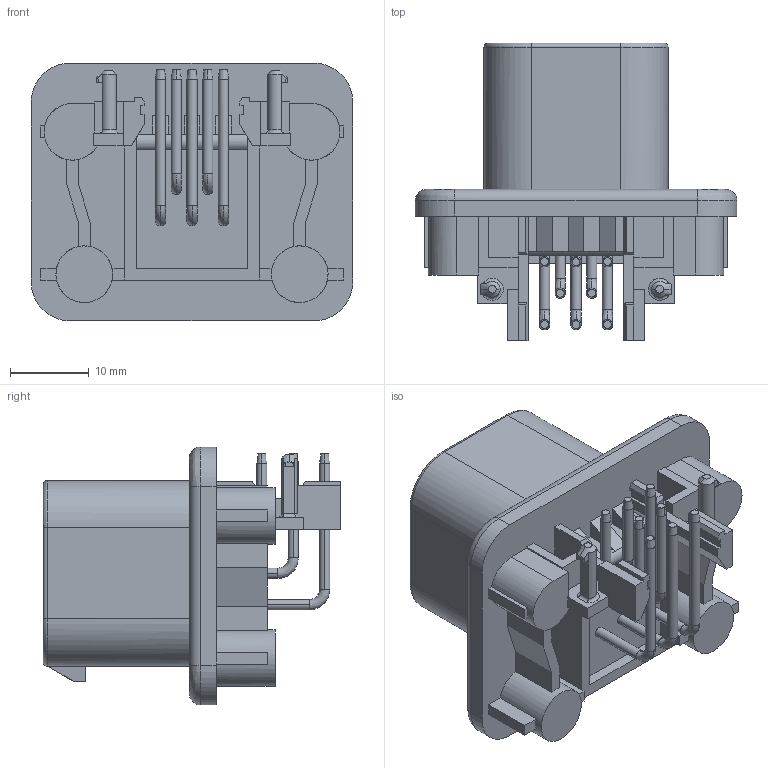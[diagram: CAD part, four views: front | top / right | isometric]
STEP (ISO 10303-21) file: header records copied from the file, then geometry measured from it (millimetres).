
FILE_DESCRIPTION( ('This file contains a STEP AP42 implementation' ,'as created by ZW3D STEP Interface translator.') ,'2;1' );
FILE_NAME( '74040-3MR008ABSMJAX(W).stp' ,'23 313.205022', (''), ('ZWCAD Software Co.'), 'Version 1.0', 'ZW3D to STEP translator', '' );
FILE_SCHEMA(('AUTOMOTIVE_DESIGN { 1 0 10303 214 1 1 1 1 }'));
Length unit declared in the file: millimetre
Products named in the file (2): 0; 11
Bounding box: 40.9 x 37.85 x 32.8 mm (x, y, z)
Volume: 9382.9 mm3; surface area: 10592.1 mm2
Topology: 1 solids, 5 shells, 1408 faces, 3961 edges, 2540 vertices
Faces by surface type: plane 804, cylinder 290, bspline 222, cone 68, sphere 24
Full cylindrical faces by diameter (mm): 7.2 x2
Entity records: 84010 total; most frequent: CARTESIAN_POINT 54407, ORIENTED_EDGE 7858, EDGE_CURVE 3929, B_SPLINE_CURVE_WITH_KNOTS 3663, DIRECTION 2712, VERTEX_POINT 2540, EDGE_LOOP 1489, FACE_OUTER_BOUND 1408
